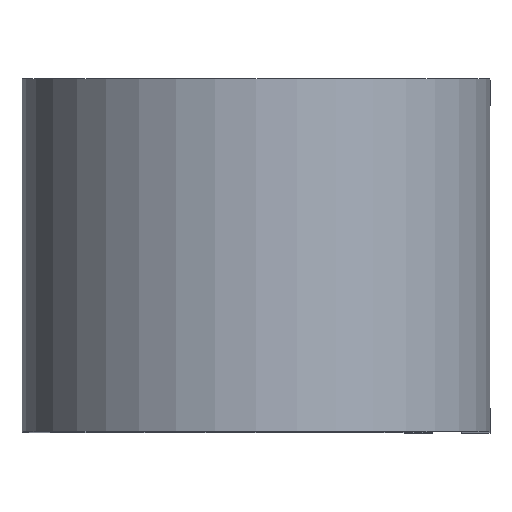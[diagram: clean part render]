
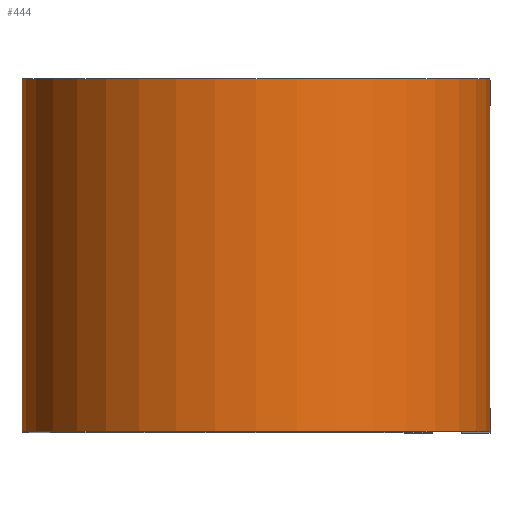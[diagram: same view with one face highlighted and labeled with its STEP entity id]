
A CAD part, top view. The second image highlights one B-rep face of the part: STEP entity #444.
In plain terms, the highlighted cylindrical face has radius 12.636 mm (diameter 25.273 mm), a partial arc.
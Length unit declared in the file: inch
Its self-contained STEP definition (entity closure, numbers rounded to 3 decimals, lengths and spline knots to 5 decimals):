
#35 = VECTOR ( 'NONE', #514, 39.37008 ) ;
#59 = CARTESIAN_POINT ( 'NONE',  ( -0.4975, -0.375, 0.875 ) ) ;
#65 = DIRECTION ( 'NONE',  ( 0., -1., 0. ) ) ;
#113 = EDGE_LOOP ( 'NONE', ( #374, #342, #340, #267 ) ) ;
#117 = CARTESIAN_POINT ( 'NONE',  ( 0.4975, 0.375, 0.875 ) ) ;
#160 = AXIS2_PLACEMENT_3D ( 'NONE', #475, #65, #649 ) ;
#205 = DIRECTION ( 'NONE',  ( 0., 1., 0. ) ) ;
#209 = CIRCLE ( 'NONE', #758, 0.4975 ) ;
#245 = CARTESIAN_POINT ( 'NONE',  ( 0.4975, 0.375, 0.875 ) ) ;
#264 = VERTEX_POINT ( 'NONE', #584 ) ;
#267 = ORIENTED_EDGE ( 'NONE', *, *, #812, .T. ) ;
#317 = CIRCLE ( 'NONE', #507, 0.4975 ) ;
#332 = FACE_OUTER_BOUND ( 'NONE', #113, .T. ) ;
#340 = ORIENTED_EDGE ( 'NONE', *, *, #749, .F. ) ;
#342 = ORIENTED_EDGE ( 'NONE', *, *, #753, .F. ) ;
#355 = VERTEX_POINT ( 'NONE', #792 ) ;
#374 = ORIENTED_EDGE ( 'NONE', *, *, #382, .T. ) ;
#382 = EDGE_CURVE ( 'NONE', #396, #355, #209, .T. ) ;
#396 = VERTEX_POINT ( 'NONE', #59 ) ;
#444 = ADVANCED_FACE ( 'NONE', ( #332 ), #532, .T. ) ;
#453 = CARTESIAN_POINT ( 'NONE',  ( -0.4975, 0.375, 0.875 ) ) ;
#466 = VERTEX_POINT ( 'NONE', #245 ) ;
#468 = DIRECTION ( 'NONE',  ( 0., 1., 0. ) ) ;
#475 = CARTESIAN_POINT ( 'NONE',  ( 0., 0.375, 0.875 ) ) ;
#507 = AXIS2_PLACEMENT_3D ( 'NONE', #625, #205, #677 ) ;
#514 = DIRECTION ( 'NONE',  ( 0., -1., 0. ) ) ;
#527 = DIRECTION ( 'NONE',  ( 0., -1., 0. ) ) ;
#532 = CYLINDRICAL_SURFACE ( 'NONE', #160, 0.4975 ) ;
#584 = CARTESIAN_POINT ( 'NONE',  ( -0.4975, 0.375, 0.875 ) ) ;
#625 = CARTESIAN_POINT ( 'NONE',  ( 0., 0.375, 0.875 ) ) ;
#649 = DIRECTION ( 'NONE',  ( 0., 0., -1. ) ) ;
#677 = DIRECTION ( 'NONE',  ( 1., 0., 0. ) ) ;
#741 = LINE ( 'NONE', #453, #748 ) ;
#748 = VECTOR ( 'NONE', #527, 39.37008 ) ;
#749 = EDGE_CURVE ( 'NONE', #264, #466, #317, .T. ) ;
#753 = EDGE_CURVE ( 'NONE', #466, #355, #754, .T. ) ;
#754 = LINE ( 'NONE', #117, #35 ) ;
#758 = AXIS2_PLACEMENT_3D ( 'NONE', #798, #468, #848 ) ;
#792 = CARTESIAN_POINT ( 'NONE',  ( 0.4975, -0.375, 0.875 ) ) ;
#798 = CARTESIAN_POINT ( 'NONE',  ( 0., -0.375, 0.875 ) ) ;
#812 = EDGE_CURVE ( 'NONE', #264, #396, #741, .T. ) ;
#848 = DIRECTION ( 'NONE',  ( 1., 0., 0. ) ) ;
